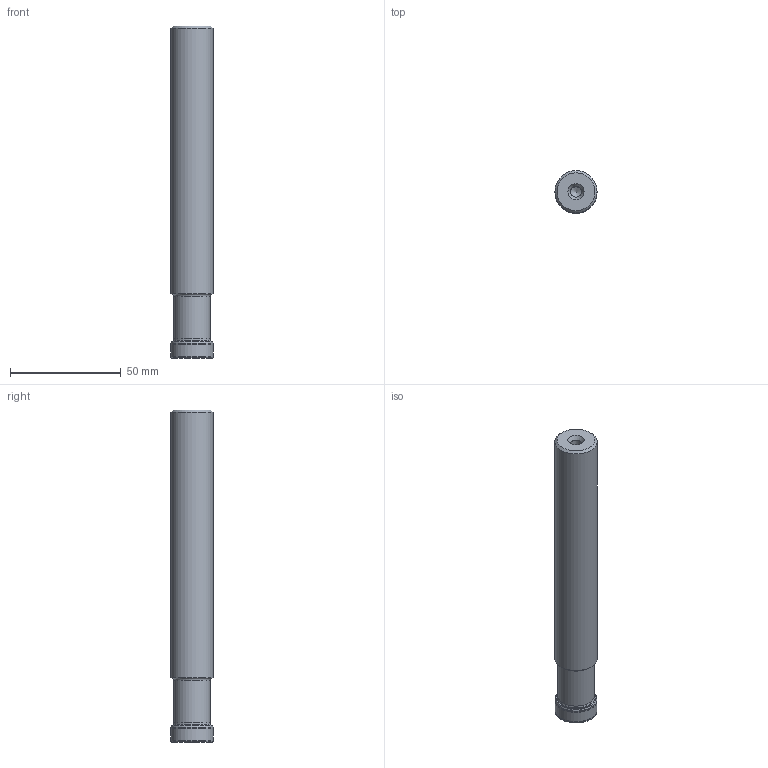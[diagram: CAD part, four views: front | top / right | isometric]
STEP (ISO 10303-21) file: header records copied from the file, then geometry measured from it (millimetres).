
FILE_DESCRIPTION(/* description */ (''),/* implementation_level */ '2;1');
FILE_NAME(/* name */ '075A3R114C075_ISTN10_C_115010310ndi000_00_SIM.stp',/* time_stamp */ '2019-12-05T10:46:55+01:00',/* author */ (''),/* organization */ (''),/* preprocessor_version */ 'ST-DEVELOPER v16.7',/* originating_system */ 'SIEMENS PLM Software NX 12.0',/* authorisation */ '');
FILE_SCHEMA (('AUTOMOTIVE_DESIGN { 1 0 10303 214 3 1 1 1 }'));
Length unit declared in the file: millimetre
Products named in the file (1): lf19387C28C1z4x7
Bounding box: 19.05 x 19.05 x 150 mm (x, y, z)
Volume: 39699.4 mm3; surface area: 12303.8 mm2
Topology: 2 solids, 2 shells, 59 faces, 121 edges, 64 vertices
Faces by surface type: revolution 39, cone 9, torus 5, cylinder 4, plane 2
Full cylindrical faces by diameter (mm): 5 x1, 16.65 x1, 17.85 x1, 19.05 x1
Entity records: 1503 total; most frequent: CARTESIAN_POINT 456, DIRECTION 197, FACE_BOUND 118, EDGE_LOOP 116, ORIENTED_EDGE 116, AXIS2_PLACEMENT_3D 79, VERTEX_POINT 60, ADVANCED_FACE 59
